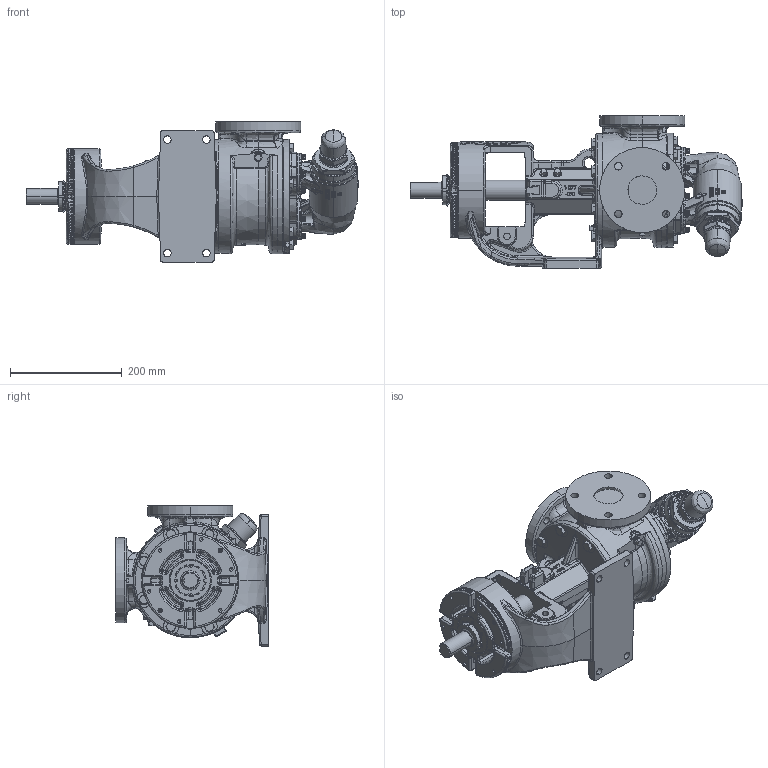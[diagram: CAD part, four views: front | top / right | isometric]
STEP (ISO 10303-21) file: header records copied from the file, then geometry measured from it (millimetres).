
FILE_DESCRIPTION (( 'STEP AP214' ), '1' );
FILE_NAME ('K123A.STEP', '2016-09-09T18:34:36', ( '' ), ( '' ), 'SwSTEP 2.0', 'SolidWorks 2015', '' );
FILE_SCHEMA (( 'AUTOMOTIVE_DESIGN' ));
Length unit declared in the file: inch
Products named in the file (2): K123A
Bounding box: 594.63 x 273.05 x 250.82 mm (x, y, z)
Volume: 9579803 mm3; surface area: 654495.7 mm2
Topology: 1 solids, 1 shells, 4558 faces, 11812 edges, 7242 vertices
Faces by surface type: bspline 1555, plane 1431, cylinder 815, cone 757
Entity records: 332903 total; most frequent: CARTESIAN_POINT 195478, ORIENTED_EDGE 23300, DIRECTION 16364, EDGE_CURVE 11650, VERTEX_POINT 7242, AXIS2_PLACEMENT_3D 6393, EDGE_LOOP 4762, ADVANCED_FACE 4558
